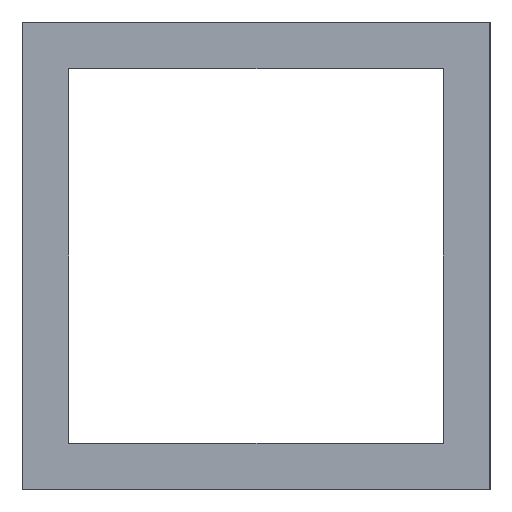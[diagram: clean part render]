
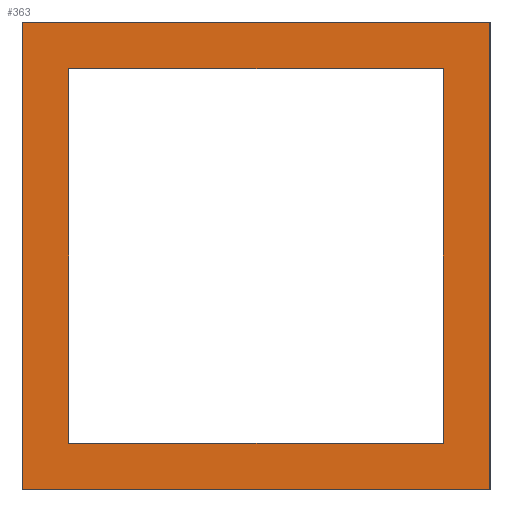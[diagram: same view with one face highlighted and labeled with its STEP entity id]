
A CAD part, left-side view. The second image highlights one B-rep face of the part: STEP entity #363.
In plain terms, the highlighted planar face has unit normal (-1, 0, 0).
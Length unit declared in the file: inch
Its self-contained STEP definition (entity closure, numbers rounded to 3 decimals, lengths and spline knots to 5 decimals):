
#37=FACE_BOUND('',#74,.T.);
#53=FACE_OUTER_BOUND('',#73,.T.);
#73=EDGE_LOOP('',(#253,#254,#255,#256));
#74=EDGE_LOOP('',(#257,#258,#259,#260));
#109=LINE('',#537,#141);
#110=LINE('',#539,#142);
#111=LINE('',#541,#143);
#112=LINE('',#542,#144);
#113=LINE('',#545,#145);
#114=LINE('',#547,#146);
#115=LINE('',#549,#147);
#116=LINE('',#550,#148);
#141=VECTOR('',#431,1.25);
#142=VECTOR('',#432,1.25);
#143=VECTOR('',#433,1.25);
#144=VECTOR('',#434,1.25);
#145=VECTOR('',#435,1.);
#146=VECTOR('',#436,1.);
#147=VECTOR('',#437,1.);
#148=VECTOR('',#438,1.);
#173=VERTEX_POINT('',#535);
#174=VERTEX_POINT('',#536);
#175=VERTEX_POINT('',#538);
#176=VERTEX_POINT('',#540);
#177=VERTEX_POINT('',#543);
#178=VERTEX_POINT('',#544);
#179=VERTEX_POINT('',#546);
#180=VERTEX_POINT('',#548);
#205=EDGE_CURVE('',#173,#174,#109,.T.);
#206=EDGE_CURVE('',#174,#175,#110,.T.);
#207=EDGE_CURVE('',#175,#176,#111,.T.);
#208=EDGE_CURVE('',#176,#173,#112,.T.);
#209=EDGE_CURVE('',#177,#178,#113,.T.);
#210=EDGE_CURVE('',#178,#179,#114,.T.);
#211=EDGE_CURVE('',#179,#180,#115,.T.);
#212=EDGE_CURVE('',#180,#177,#116,.T.);
#253=ORIENTED_EDGE('',*,*,#205,.T.);
#254=ORIENTED_EDGE('',*,*,#206,.T.);
#255=ORIENTED_EDGE('',*,*,#207,.T.);
#256=ORIENTED_EDGE('',*,*,#208,.T.);
#257=ORIENTED_EDGE('',*,*,#209,.T.);
#258=ORIENTED_EDGE('',*,*,#210,.T.);
#259=ORIENTED_EDGE('',*,*,#211,.T.);
#260=ORIENTED_EDGE('',*,*,#212,.T.);
#349=PLANE('',#391);
#363=ADVANCED_FACE('',(#53,#37),#349,.F.);
#391=AXIS2_PLACEMENT_3D('',#534,#429,#430);
#429=DIRECTION('center_axis',(1.,0.,0.));
#430=DIRECTION('ref_axis',(0.,-1.,0.));
#431=DIRECTION('',(0.,1.,0.));
#432=DIRECTION('',(0.,0.,-1.));
#433=DIRECTION('',(0.,-1.,0.));
#434=DIRECTION('',(0.,0.,1.));
#435=DIRECTION('',(0.,0.,-1.));
#436=DIRECTION('',(0.,1.,0.));
#437=DIRECTION('',(0.,0.,1.));
#438=DIRECTION('',(0.,-1.,0.));
#534=CARTESIAN_POINT('Origin',(0.,0.,0.));
#535=CARTESIAN_POINT('',(0.,-0.625,0.625));
#536=CARTESIAN_POINT('',(0.,0.625,0.625));
#537=CARTESIAN_POINT('',(0.,-0.625,0.625));
#538=CARTESIAN_POINT('',(0.,0.625,-0.625));
#539=CARTESIAN_POINT('',(0.,0.625,0.625));
#540=CARTESIAN_POINT('',(0.,-0.625,-0.625));
#541=CARTESIAN_POINT('',(0.,0.625,-0.625));
#542=CARTESIAN_POINT('',(0.,-0.625,-0.625));
#543=CARTESIAN_POINT('',(0.,-0.5,0.5));
#544=CARTESIAN_POINT('',(0.,-0.5,-0.5));
#545=CARTESIAN_POINT('',(0.,-0.5,0.5));
#546=CARTESIAN_POINT('',(0.,0.5,-0.5));
#547=CARTESIAN_POINT('',(0.,-0.5,-0.5));
#548=CARTESIAN_POINT('',(0.,0.5,0.5));
#549=CARTESIAN_POINT('',(0.,0.5,-0.5));
#550=CARTESIAN_POINT('',(0.,0.5,0.5));
